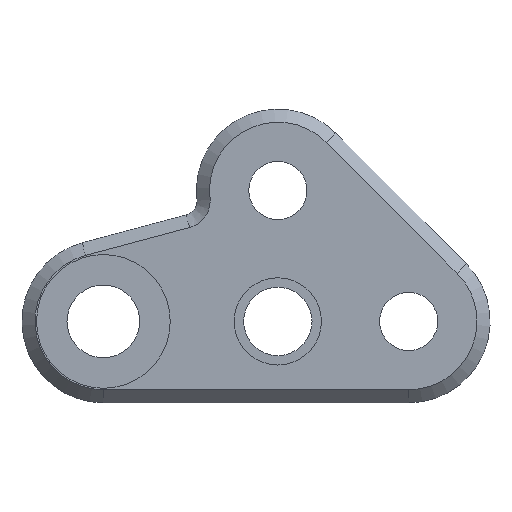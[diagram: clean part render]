
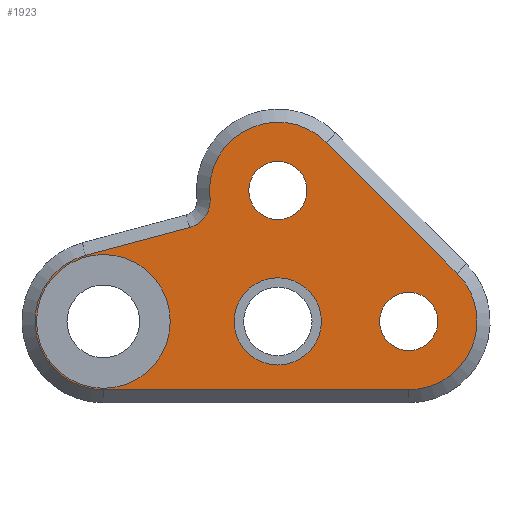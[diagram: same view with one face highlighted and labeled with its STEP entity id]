
A CAD part, front view. The second image highlights one B-rep face of the part: STEP entity #1923.
In plain terms, the highlighted planar face has unit normal (0, -1, 0).
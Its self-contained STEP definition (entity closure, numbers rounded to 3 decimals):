
#2 = DIRECTION ( 'NONE',  ( 0., -1., 0. ) ) ;
#7 = EDGE_CURVE ( 'NONE', #710, #1689, #1134, .T. ) ;
#12 = AXIS2_PLACEMENT_3D ( 'NONE', #1265, #967, #1119 ) ;
#21 = CARTESIAN_POINT ( 'NONE',  ( -12., -2.3, 0. ) ) ;
#24 = VERTEX_POINT ( 'NONE', #1774 ) ;
#34 = VERTEX_POINT ( 'NONE', #498 ) ;
#71 = DIRECTION ( 'NONE',  ( 0., -1., 0. ) ) ;
#101 = DIRECTION ( 'NONE',  ( 0., 1., 0. ) ) ;
#118 = EDGE_CURVE ( 'NONE', #1689, #208, #1720, .T. ) ;
#164 = ORIENTED_EDGE ( 'NONE', *, *, #810, .T. ) ;
#197 = AXIS2_PLACEMENT_3D ( 'NONE', #1573, #1076, #788 ) ;
#208 = VERTEX_POINT ( 'NONE', #684 ) ;
#215 = ORIENTED_EDGE ( 'NONE', *, *, #1703, .F. ) ;
#231 = CARTESIAN_POINT ( 'NONE',  ( -6.555, -2.3, 8.292 ) ) ;
#249 = EDGE_LOOP ( 'NONE', ( #1694, #1356 ) ) ;
#252 = VERTEX_POINT ( 'NONE', #1970 ) ;
#268 = EDGE_CURVE ( 'NONE', #34, #605, #984, .T. ) ;
#300 = VERTEX_POINT ( 'NONE', #1173 ) ;
#306 = PLANE ( 'NONE',  #1147 ) ;
#358 = DIRECTION ( 'NONE',  ( 0.707, 0., -0.707 ) ) ;
#374 = CARTESIAN_POINT ( 'NONE',  ( 9., -2.3, 0. ) ) ;
#375 = DIRECTION ( 'NONE',  ( 0., 0., 1. ) ) ;
#408 = DIRECTION ( 'NONE',  ( 0., 0., 1. ) ) ;
#417 = CIRCLE ( 'NONE', #1936, 2. ) ;
#419 = CARTESIAN_POINT ( 'NONE',  ( 9., -2.3, 2. ) ) ;
#464 = DIRECTION ( 'NONE',  ( 0.966, 0., 0.259 ) ) ;
#467 = CIRCLE ( 'NONE', #1275, 2. ) ;
#474 = DIRECTION ( 'NONE',  ( 0., 1., 0. ) ) ;
#478 = CARTESIAN_POINT ( 'NONE',  ( 9., -2.3, 0. ) ) ;
#493 = CARTESIAN_POINT ( 'NONE',  ( -12., -2.3, -4.7 ) ) ;
#498 = CARTESIAN_POINT ( 'NONE',  ( 0., -2.3, 3. ) ) ;
#505 = CIRCLE ( 'NONE', #778, 2. ) ;
#541 = CARTESIAN_POINT ( 'NONE',  ( -12., -2.3, -4.7 ) ) ;
#559 = CARTESIAN_POINT ( 'NONE',  ( -12., -2.3, 0. ) ) ;
#563 = LINE ( 'NONE', #1110, #1968 ) ;
#595 = CARTESIAN_POINT ( 'NONE',  ( 0., -2.3, 9. ) ) ;
#603 = AXIS2_PLACEMENT_3D ( 'NONE', #1723, #474, #1417 ) ;
#605 = VERTEX_POINT ( 'NONE', #669 ) ;
#630 = AXIS2_PLACEMENT_3D ( 'NONE', #374, #1297, #1615 ) ;
#648 = CIRCLE ( 'NONE', #676, 2.5 ) ;
#654 = EDGE_CURVE ( 'NONE', #1432, #677, #467, .T. ) ;
#669 = CARTESIAN_POINT ( 'NONE',  ( 0., -2.3, -3. ) ) ;
#676 = AXIS2_PLACEMENT_3D ( 'NONE', #559, #1342, #1048 ) ;
#677 = VERTEX_POINT ( 'NONE', #1912 ) ;
#684 = CARTESIAN_POINT ( 'NONE',  ( 9., -2.3, -4.7 ) ) ;
#686 = CIRCLE ( 'NONE', #197, 2. ) ;
#690 = AXIS2_PLACEMENT_3D ( 'NONE', #231, #71, #375 ) ;
#710 = VERTEX_POINT ( 'NONE', #973 ) ;
#715 = ORIENTED_EDGE ( 'NONE', *, *, #876, .F. ) ;
#733 = CIRCLE ( 'NONE', #603, 4.7 ) ;
#747 = FACE_BOUND ( 'NONE', #1270, .T. ) ;
#749 = DIRECTION ( 'NONE',  ( 0., 1., 0. ) ) ;
#754 = DIRECTION ( 'NONE',  ( 0., -1., 0. ) ) ;
#778 = AXIS2_PLACEMENT_3D ( 'NONE', #478, #2, #951 ) ;
#788 = DIRECTION ( 'NONE',  ( 0., 0., -1. ) ) ;
#810 = EDGE_CURVE ( 'NONE', #605, #34, #914, .T. ) ;
#818 = CARTESIAN_POINT ( 'NONE',  ( -4.656, -2.3, 8.36 ) ) ;
#850 = ORIENTED_EDGE ( 'NONE', *, *, #1614, .F. ) ;
#876 = EDGE_CURVE ( 'NONE', #300, #1014, #563, .T. ) ;
#877 = CARTESIAN_POINT ( 'NONE',  ( 0., -2.3, 0. ) ) ;
#893 = ORIENTED_EDGE ( 'NONE', *, *, #7, .F. ) ;
#914 = CIRCLE ( 'NONE', #1191, 3. ) ;
#929 = DIRECTION ( 'NONE',  ( 0., 0., 1. ) ) ;
#933 = CIRCLE ( 'NONE', #1794, 2.5 ) ;
#936 = ORIENTED_EDGE ( 'NONE', *, *, #118, .F. ) ;
#951 = DIRECTION ( 'NONE',  ( 0., 0., -1. ) ) ;
#956 = VERTEX_POINT ( 'NONE', #818 ) ;
#967 = DIRECTION ( 'NONE',  ( 0., 1., 0. ) ) ;
#973 = CARTESIAN_POINT ( 'NONE',  ( 3.323, -2.3, 12.323 ) ) ;
#979 = ORIENTED_EDGE ( 'NONE', *, *, #1436, .F. ) ;
#984 = CIRCLE ( 'NONE', #1855, 3. ) ;
#987 = ORIENTED_EDGE ( 'NONE', *, *, #1829, .F. ) ;
#994 = FACE_BOUND ( 'NONE', #249, .T. ) ;
#1014 = VERTEX_POINT ( 'NONE', #1926 ) ;
#1026 = LINE ( 'NONE', #541, #1075 ) ;
#1048 = DIRECTION ( 'NONE',  ( 0., 0., -1. ) ) ;
#1073 = ORIENTED_EDGE ( 'NONE', *, *, #1074, .F. ) ;
#1074 = EDGE_CURVE ( 'NONE', #1014, #956, #1743, .T. ) ;
#1075 = VECTOR ( 'NONE', #1951, 1000. ) ;
#1076 = DIRECTION ( 'NONE',  ( 0., -1., 0. ) ) ;
#1110 = CARTESIAN_POINT ( 'NONE',  ( -6.063, -2.3, 6.457 ) ) ;
#1119 = DIRECTION ( 'NONE',  ( 0., 0., 1. ) ) ;
#1124 = CARTESIAN_POINT ( 'NONE',  ( 12.323, -2.3, 3.323 ) ) ;
#1134 = LINE ( 'NONE', #1124, #1672 ) ;
#1147 = AXIS2_PLACEMENT_3D ( 'NONE', #1683, #1386, #929 ) ;
#1173 = CARTESIAN_POINT ( 'NONE',  ( -13.216, -2.3, 4.54 ) ) ;
#1191 = AXIS2_PLACEMENT_3D ( 'NONE', #1685, #749, #2008 ) ;
#1249 = ORIENTED_EDGE ( 'NONE', *, *, #1442, .F. ) ;
#1265 = CARTESIAN_POINT ( 'NONE',  ( -12., -2.3, 0. ) ) ;
#1270 = EDGE_LOOP ( 'NONE', ( #1658, #164 ) ) ;
#1275 = AXIS2_PLACEMENT_3D ( 'NONE', #1441, #1738, #1437 ) ;
#1297 = DIRECTION ( 'NONE',  ( 0., 1., 0. ) ) ;
#1318 = EDGE_LOOP ( 'NONE', ( #715, #850, #215, #936, #893, #979, #1073 ) ) ;
#1342 = DIRECTION ( 'NONE',  ( 0., -1., 0. ) ) ;
#1343 = EDGE_CURVE ( 'NONE', #677, #1432, #417, .T. ) ;
#1356 = ORIENTED_EDGE ( 'NONE', *, *, #1343, .F. ) ;
#1386 = DIRECTION ( 'NONE',  ( 0., -1., 0. ) ) ;
#1417 = DIRECTION ( 'NONE',  ( 0., 0., 1. ) ) ;
#1421 = CARTESIAN_POINT ( 'NONE',  ( 0., -2.3, 11. ) ) ;
#1432 = VERTEX_POINT ( 'NONE', #1421 ) ;
#1436 = EDGE_CURVE ( 'NONE', #956, #710, #733, .T. ) ;
#1437 = DIRECTION ( 'NONE',  ( 0., 0., -1. ) ) ;
#1439 = DIRECTION ( 'NONE',  ( 0., 0., -1. ) ) ;
#1441 = CARTESIAN_POINT ( 'NONE',  ( 0., -2.3, 9. ) ) ;
#1442 = EDGE_CURVE ( 'NONE', #24, #1824, #505, .T. ) ;
#1447 = VERTEX_POINT ( 'NONE', #1861 ) ;
#1474 = EDGE_CURVE ( 'NONE', #1824, #24, #686, .T. ) ;
#1483 = CARTESIAN_POINT ( 'NONE',  ( 12.323, -2.3, 3.323 ) ) ;
#1516 = VERTEX_POINT ( 'NONE', #493 ) ;
#1529 = ORIENTED_EDGE ( 'NONE', *, *, #1558, .F. ) ;
#1541 = CIRCLE ( 'NONE', #12, 4.7 ) ;
#1558 = EDGE_CURVE ( 'NONE', #1447, #252, #933, .T. ) ;
#1573 = CARTESIAN_POINT ( 'NONE',  ( 9., -2.3, 0. ) ) ;
#1593 = DIRECTION ( 'NONE',  ( 0., -1., 0. ) ) ;
#1597 = ORIENTED_EDGE ( 'NONE', *, *, #1474, .F. ) ;
#1614 = EDGE_CURVE ( 'NONE', #1516, #300, #1541, .T. ) ;
#1615 = DIRECTION ( 'NONE',  ( 0., 0., 1. ) ) ;
#1630 = FACE_BOUND ( 'NONE', #1955, .T. ) ;
#1658 = ORIENTED_EDGE ( 'NONE', *, *, #268, .T. ) ;
#1672 = VECTOR ( 'NONE', #358, 1000. ) ;
#1683 = CARTESIAN_POINT ( 'NONE',  ( -12., -2.3, 0. ) ) ;
#1685 = CARTESIAN_POINT ( 'NONE',  ( 0., -2.3, 0. ) ) ;
#1689 = VERTEX_POINT ( 'NONE', #1483 ) ;
#1694 = ORIENTED_EDGE ( 'NONE', *, *, #654, .F. ) ;
#1703 = EDGE_CURVE ( 'NONE', #208, #1516, #1026, .T. ) ;
#1720 = CIRCLE ( 'NONE', #630, 4.7 ) ;
#1723 = CARTESIAN_POINT ( 'NONE',  ( 0., -2.3, 9. ) ) ;
#1729 = FACE_OUTER_BOUND ( 'NONE', #1318, .T. ) ;
#1737 = EDGE_LOOP ( 'NONE', ( #1529, #987 ) ) ;
#1738 = DIRECTION ( 'NONE',  ( 0., -1., 0. ) ) ;
#1743 = CIRCLE ( 'NONE', #690, 1.9 ) ;
#1774 = CARTESIAN_POINT ( 'NONE',  ( 9., -2.3, -2. ) ) ;
#1794 = AXIS2_PLACEMENT_3D ( 'NONE', #21, #1593, #1439 ) ;
#1824 = VERTEX_POINT ( 'NONE', #419 ) ;
#1829 = EDGE_CURVE ( 'NONE', #252, #1447, #648, .T. ) ;
#1855 = AXIS2_PLACEMENT_3D ( 'NONE', #877, #101, #408 ) ;
#1856 = DIRECTION ( 'NONE',  ( 0., 0., -1. ) ) ;
#1861 = CARTESIAN_POINT ( 'NONE',  ( -12., -2.3, 2.5 ) ) ;
#1912 = CARTESIAN_POINT ( 'NONE',  ( 0., -2.3, 7. ) ) ;
#1923 = ADVANCED_FACE ( 'NONE', ( #1630, #994, #2001, #747, #1729 ), #306, .T. ) ;
#1926 = CARTESIAN_POINT ( 'NONE',  ( -6.063, -2.3, 6.457 ) ) ;
#1936 = AXIS2_PLACEMENT_3D ( 'NONE', #595, #754, #1856 ) ;
#1951 = DIRECTION ( 'NONE',  ( -1., 0., 0. ) ) ;
#1955 = EDGE_LOOP ( 'NONE', ( #1597, #1249 ) ) ;
#1968 = VECTOR ( 'NONE', #464, 1000. ) ;
#1970 = CARTESIAN_POINT ( 'NONE',  ( -12., -2.3, -2.5 ) ) ;
#2001 = FACE_BOUND ( 'NONE', #1737, .T. ) ;
#2008 = DIRECTION ( 'NONE',  ( 0., 0., 1. ) ) ;
